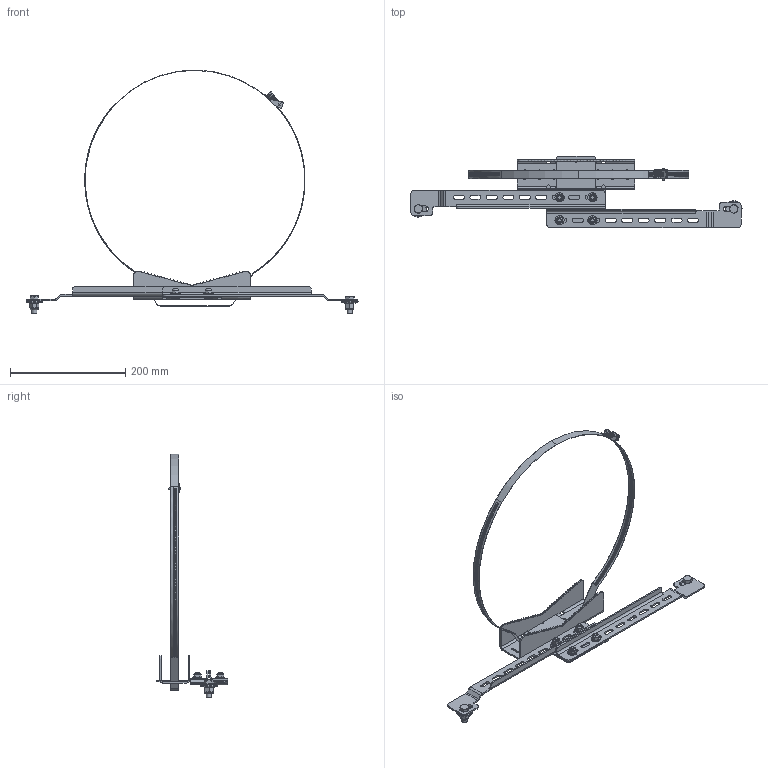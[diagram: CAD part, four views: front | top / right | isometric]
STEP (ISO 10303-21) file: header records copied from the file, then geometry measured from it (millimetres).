
FILE_DESCRIPTION(/* description */ ('SMALL POLE MOUNTING KIT 12 GA. C.R.S.'),/* implementation_level */ '2;1');
FILE_NAME(/* name */ 'PMKSML.stp',/* time_stamp */ '2018-05-11T07:11:22-05:00',/* author */ ('mraetz'),/* organization */ (''),/* preprocessor_version */ 'ST-DEVELOPER v17',/* originating_system */ 'Autodesk Inventor 2018',/* authorisation */ '');
FILE_SCHEMA (('AUTOMOTIVE_DESIGN { 1 0 10303 214 3 1 1 }'));
Products named in the file (12): PMKSML; PMKSMLBRK; PMKSML_tbrkassm; PMKSMLTBRK; 38875; PMKSMLLEG; 39010; AS 2465 - 3/8  UNC; 3027; 34929; 3905; HFW308004
Assembly tree (24 placements, depth 3):
  PMKSML
    PMKSMLBRK
    PMKSML_tbrkassm
      PMKSMLTBRK
      38875  x4
    PMKSMLLEG  x2
    AS 2465 - 3/8  UNC  x2
    39010  x2
    3027  x2
    34929  x4
    3905  x4
    HFW308004
Bounding box: 576.19 x 124.09 x 423.3 mm (x, y, z)
Volume: 181750.2 mm3; surface area: 181397.4 mm2
Topology: 26 solids, 26 shells, 2056 faces, 5923 edges, 3917 vertices
Faces by surface type: bspline 1085, plane 608, cylinder 254, cone 69, torus 26, sphere 14
Full cylindrical faces by diameter (mm): 3.175 x1, 4.978 x4, 5.588 x1, 5.675 x6, 6.35 x4, 6.401 x4, 6.604 x1, 7.366 x4, 7.798 x2, 8.509 x2, 8.533 x6, 9.525 x4, 11.049 x4, 14.275 x4, 14.287 x4, 15.875 x4, 27.305 x2, 28.575 x2
Entity records: 114569 total; most frequent: CARTESIAN_POINT 68815, ORIENTED_EDGE 10686, DIRECTION 7292, EDGE_CURVE 5343, VERTEX_POINT 3544, LINE 2582, VECTOR 2582, EDGE_LOOP 2431
